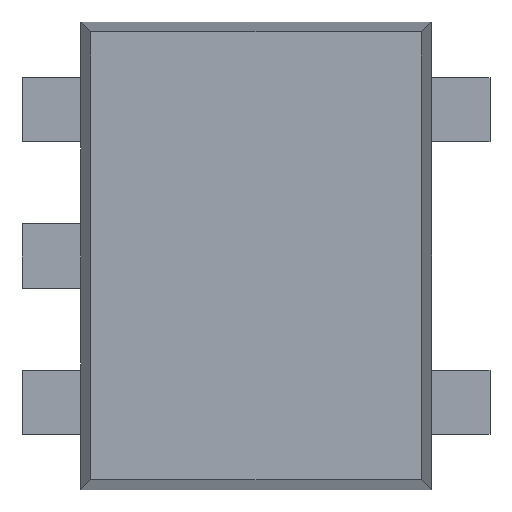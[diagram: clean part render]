
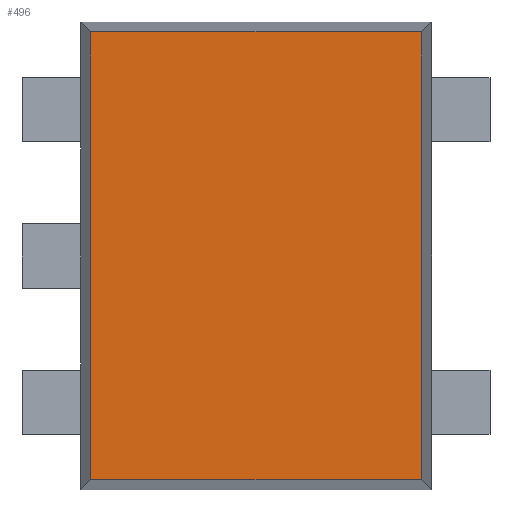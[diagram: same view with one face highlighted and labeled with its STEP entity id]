
A CAD part, top view. The second image highlights one B-rep face of the part: STEP entity #496.
In plain terms, the highlighted planar face has unit normal (0, 0, 1).
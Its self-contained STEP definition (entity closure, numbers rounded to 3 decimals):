
#27=VECTOR('',#28,1.);
#28=DIRECTION('',(1.,0.,0.));
#53=VECTOR('',#54,1.);
#54=DIRECTION('',(0.,-1.,0.));
#60=VECTOR('',#61,1.);
#61=DIRECTION('',(-1.,0.,0.));
#67=VECTOR('',#68,1.);
#68=DIRECTION('',(0.,1.,0.));
#130=DIRECTION('',(0.,0.,-1.));
#156=VERTEX_POINT('',#157);
#157=CARTESIAN_POINT('',(0.565,-0.765,0.63));
#160=EDGE_CURVE('',#161,#156,#163,.T.);
#161=VERTEX_POINT('',#162);
#162=CARTESIAN_POINT('',(-0.565,-0.765,0.63));
#163=LINE('',#162,#27);
#467=VERTEX_POINT('',#468);
#468=CARTESIAN_POINT('',(0.565,0.765,0.63));
#471=EDGE_CURVE('',#156,#467,#472,.T.);
#472=LINE('',#157,#67);
#496=ADVANCED_FACE('',(#497),#509,.F.);
#497=FACE_BOUND('',#498,.T.);
#498=EDGE_LOOP('',(#499,#504,#505,#506));
#499=ORIENTED_EDGE('',*,*,#500,.T.);
#500=EDGE_CURVE('',#501,#161,#503,.T.);
#501=VERTEX_POINT('',#502);
#502=CARTESIAN_POINT('',(-0.565,0.765,0.63));
#503=LINE('',#502,#53);
#504=ORIENTED_EDGE('',*,*,#160,.T.);
#505=ORIENTED_EDGE('',*,*,#471,.T.);
#506=ORIENTED_EDGE('',*,*,#507,.T.);
#507=EDGE_CURVE('',#467,#501,#508,.T.);
#508=LINE('',#468,#60);
#509=PLANE('',#510);
#510=AXIS2_PLACEMENT_3D('',#502,#130,#511);
#511=DIRECTION('',(0.594,-0.804,0.));
